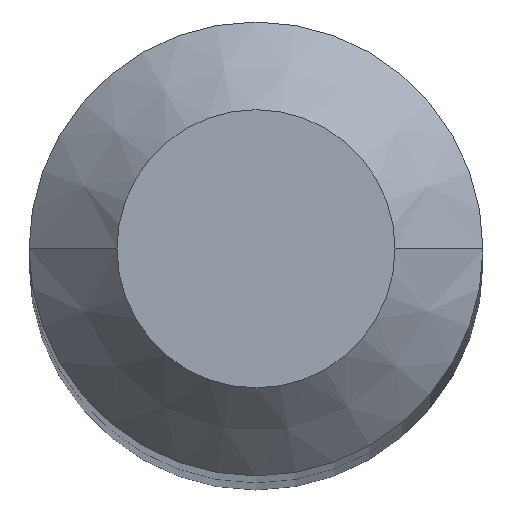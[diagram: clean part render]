
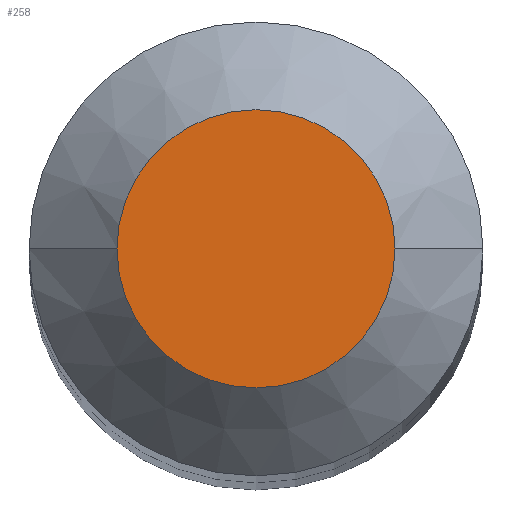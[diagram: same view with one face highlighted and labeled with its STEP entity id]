
A CAD part, top view. The second image highlights one B-rep face of the part: STEP entity #258.
In plain terms, the highlighted planar face has unit normal (0, 0, 1).
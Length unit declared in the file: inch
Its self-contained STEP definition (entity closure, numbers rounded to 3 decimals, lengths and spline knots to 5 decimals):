
#5 = DIRECTION ( 'NONE',  ( -1., 0., 0. ) ) ;
#28 = ORIENTED_EDGE ( 'NONE', *, *, #104, .T. ) ;
#30 = PLANE ( 'NONE',  #345 ) ;
#58 = FACE_OUTER_BOUND ( 'NONE', #244, .T. ) ;
#62 = VERTEX_POINT ( 'NONE', #327 ) ;
#99 = AXIS2_PLACEMENT_3D ( 'NONE', #348, #355, #139 ) ;
#104 = EDGE_CURVE ( 'NONE', #196, #62, #354, .T. ) ;
#120 = CIRCLE ( 'NONE', #99, 0.04945 ) ;
#125 = CARTESIAN_POINT ( 'NONE',  ( 0., 0., 0. ) ) ;
#139 = DIRECTION ( 'NONE',  ( 1., 0., 0. ) ) ;
#196 = VERTEX_POINT ( 'NONE', #308 ) ;
#197 = AXIS2_PLACEMENT_3D ( 'NONE', #125, #328, #361 ) ;
#230 = ORIENTED_EDGE ( 'NONE', *, *, #368, .T. ) ;
#244 = EDGE_LOOP ( 'NONE', ( #230, #28 ) ) ;
#258 = ADVANCED_FACE ( 'NONE', ( #58 ), #30, .F. ) ;
#277 = DIRECTION ( 'NONE',  ( 0., 0., -1. ) ) ;
#308 = CARTESIAN_POINT ( 'NONE',  ( 0.04945, 0., 0. ) ) ;
#327 = CARTESIAN_POINT ( 'NONE',  ( -0.04945, 0., 0. ) ) ;
#328 = DIRECTION ( 'NONE',  ( 0., 0., 1. ) ) ;
#341 = CARTESIAN_POINT ( 'NONE',  ( 0., 0., 0. ) ) ;
#345 = AXIS2_PLACEMENT_3D ( 'NONE', #341, #277, #5 ) ;
#348 = CARTESIAN_POINT ( 'NONE',  ( 0., 0., 0. ) ) ;
#354 = CIRCLE ( 'NONE', #197, 0.04945 ) ;
#355 = DIRECTION ( 'NONE',  ( 0., 0., 1. ) ) ;
#361 = DIRECTION ( 'NONE',  ( 1., 0., 0. ) ) ;
#368 = EDGE_CURVE ( 'NONE', #62, #196, #120, .T. ) ;
